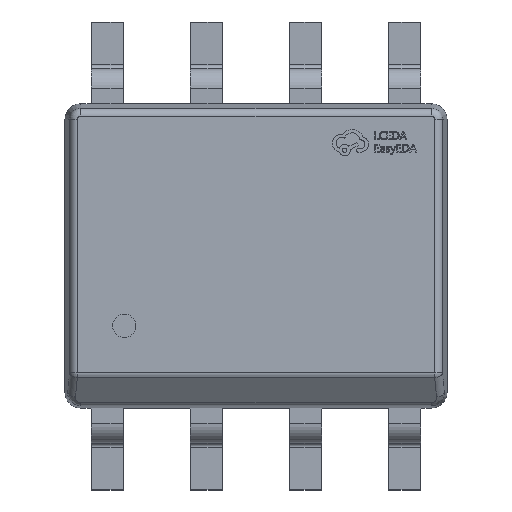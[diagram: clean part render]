
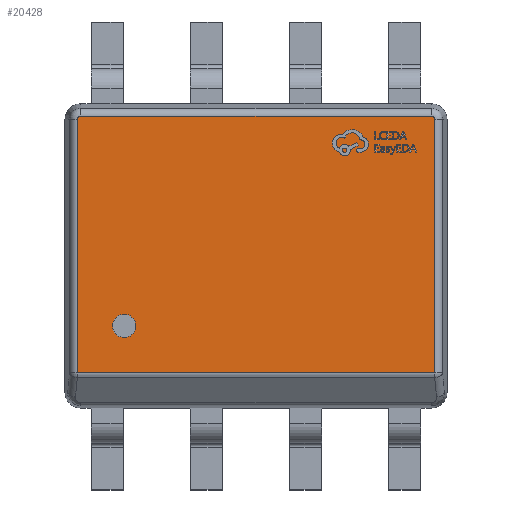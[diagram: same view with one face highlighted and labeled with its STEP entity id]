
A CAD part, top view. The second image highlights one B-rep face of the part: STEP entity #20428.
In plain terms, the highlighted planar face has unit normal (0, 0, 1).
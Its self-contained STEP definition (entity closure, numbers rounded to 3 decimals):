
#322 = CIRCLE ( 'NONE', #13958, 0.15 ) ;
#363 = ORIENTED_EDGE ( 'NONE', *, *, #14010, .T. ) ;
#561 = ORIENTED_EDGE ( 'NONE', *, *, #3086, .F. ) ;
#1068 = AXIS2_PLACEMENT_3D ( 'NONE', #19344, #14035, #16066 ) ;
#1359 = DIRECTION ( 'NONE',  ( -1., 0., 0. ) ) ;
#1466 = DIRECTION ( 'NONE',  ( 1., 0., 0. ) ) ;
#1626 = LINE ( 'NONE', #6438, #2674 ) ;
#1803 = VECTOR ( 'NONE', #1359, 1000. ) ;
#2247 = CARTESIAN_POINT ( 'NONE',  ( -2.29, -1.534, 0.69 ) ) ;
#2613 = FACE_OUTER_BOUND ( 'NONE', #18810, .T. ) ;
#2674 = VECTOR ( 'NONE', #13129, 1000. ) ;
#2689 = VECTOR ( 'NONE', #10442, 1000. ) ;
#3086 = EDGE_CURVE ( 'NONE', #12726, #14642, #14693, .T. ) ;
#3619 = CARTESIAN_POINT ( 'NONE',  ( -2.25, 1.75, 0.69 ) ) ;
#4041 = ORIENTED_EDGE ( 'NONE', *, *, #12620, .F. ) ;
#4238 = CARTESIAN_POINT ( 'NONE',  ( 2.25, 1.79, 0.69 ) ) ;
#4559 = CARTESIAN_POINT ( 'NONE',  ( -1.69, -0.9, 0.69 ) ) ;
#5005 = EDGE_CURVE ( 'NONE', #12405, #18881, #9798, .T. ) ;
#5641 = DIRECTION ( 'NONE',  ( 0., -1., 0. ) ) ;
#5962 = CARTESIAN_POINT ( 'NONE',  ( -2.25, 1.79, 0.69 ) ) ;
#6364 = ORIENTED_EDGE ( 'NONE', *, *, #11182, .T. ) ;
#6438 = CARTESIAN_POINT ( 'NONE',  ( 2.29, 1.75, 0.69 ) ) ;
#6545 = CARTESIAN_POINT ( 'NONE',  ( -2.29, 1.75, 0.69 ) ) ;
#6684 = VERTEX_POINT ( 'NONE', #16523 ) ;
#6794 = VECTOR ( 'NONE', #5641, 1000. ) ;
#7172 = LINE ( 'NONE', #20043, #2689 ) ;
#9432 = CARTESIAN_POINT ( 'NONE',  ( -2.25, -1.75, 0.69 ) ) ;
#9532 = DIRECTION ( 'NONE',  ( 1., 0., 0. ) ) ;
#9598 = VERTEX_POINT ( 'NONE', #10961 ) ;
#9798 = CIRCLE ( 'NONE', #17649, 0.04 ) ;
#10059 = CARTESIAN_POINT ( 'NONE',  ( 2.29, 1.75, 0.69 ) ) ;
#10325 = AXIS2_PLACEMENT_3D ( 'NONE', #3619, #18446, #11711 ) ;
#10442 = DIRECTION ( 'NONE',  ( 1., 0., 0. ) ) ;
#10961 = CARTESIAN_POINT ( 'NONE',  ( 2.29, -1.5, 0.69 ) ) ;
#11182 = EDGE_CURVE ( 'NONE', #17995, #9598, #7172, .T. ) ;
#11410 = EDGE_LOOP ( 'NONE', ( #4041, #561 ) ) ;
#11711 = DIRECTION ( 'NONE',  ( 1., 0., 0. ) ) ;
#12405 = VERTEX_POINT ( 'NONE', #10059 ) ;
#12620 = EDGE_CURVE ( 'NONE', #14642, #12726, #322, .T. ) ;
#12726 = VERTEX_POINT ( 'NONE', #16291 ) ;
#13129 = DIRECTION ( 'NONE',  ( 0., 1., 0. ) ) ;
#13778 = PLANE ( 'NONE',  #15185 ) ;
#13958 = AXIS2_PLACEMENT_3D ( 'NONE', #4559, #14360, #1466 ) ;
#14010 = EDGE_CURVE ( 'NONE', #18881, #6684, #20777, .T. ) ;
#14035 = DIRECTION ( 'NONE',  ( 0., 0., 1. ) ) ;
#14360 = DIRECTION ( 'NONE',  ( 0., 0., 1. ) ) ;
#14390 = CARTESIAN_POINT ( 'NONE',  ( -1.54, -0.9, 0.69 ) ) ;
#14642 = VERTEX_POINT ( 'NONE', #14390 ) ;
#14693 = CIRCLE ( 'NONE', #1068, 0.15 ) ;
#15071 = ORIENTED_EDGE ( 'NONE', *, *, #15457, .T. ) ;
#15179 = FACE_BOUND ( 'NONE', #11410, .T. ) ;
#15185 = AXIS2_PLACEMENT_3D ( 'NONE', #9432, #19127, #20539 ) ;
#15457 = EDGE_CURVE ( 'NONE', #6684, #18732, #19520, .T. ) ;
#16066 = DIRECTION ( 'NONE',  ( 1., 0., 0. ) ) ;
#16291 = CARTESIAN_POINT ( 'NONE',  ( -1.84, -0.9, 0.69 ) ) ;
#16353 = EDGE_CURVE ( 'NONE', #9598, #12405, #1626, .T. ) ;
#16377 = ORIENTED_EDGE ( 'NONE', *, *, #5005, .T. ) ;
#16523 = CARTESIAN_POINT ( 'NONE',  ( -2.25, 1.79, 0.69 ) ) ;
#17061 = EDGE_CURVE ( 'NONE', #18732, #17995, #19935, .T. ) ;
#17445 = DIRECTION ( 'NONE',  ( 0., 0., 1. ) ) ;
#17649 = AXIS2_PLACEMENT_3D ( 'NONE', #18908, #17445, #9532 ) ;
#17995 = VERTEX_POINT ( 'NONE', #19182 ) ;
#18074 = ORIENTED_EDGE ( 'NONE', *, *, #16353, .T. ) ;
#18446 = DIRECTION ( 'NONE',  ( 0., 0., 1. ) ) ;
#18664 = ORIENTED_EDGE ( 'NONE', *, *, #17061, .T. ) ;
#18732 = VERTEX_POINT ( 'NONE', #6545 ) ;
#18810 = EDGE_LOOP ( 'NONE', ( #18664, #6364, #18074, #16377, #363, #15071 ) ) ;
#18881 = VERTEX_POINT ( 'NONE', #4238 ) ;
#18908 = CARTESIAN_POINT ( 'NONE',  ( 2.25, 1.75, 0.69 ) ) ;
#19127 = DIRECTION ( 'NONE',  ( 0., 0., 1. ) ) ;
#19182 = CARTESIAN_POINT ( 'NONE',  ( -2.29, -1.5, 0.69 ) ) ;
#19344 = CARTESIAN_POINT ( 'NONE',  ( -1.69, -0.9, 0.69 ) ) ;
#19520 = CIRCLE ( 'NONE', #10325, 0.04 ) ;
#19935 = LINE ( 'NONE', #2247, #6794 ) ;
#20043 = CARTESIAN_POINT ( 'NONE',  ( -2.25, -1.5, 0.69 ) ) ;
#20428 = ADVANCED_FACE ( 'NONE', ( #15179, #2613 ), #13778, .T. ) ;
#20539 = DIRECTION ( 'NONE',  ( 1., 0., 0. ) ) ;
#20777 = LINE ( 'NONE', #5962, #1803 ) ;
